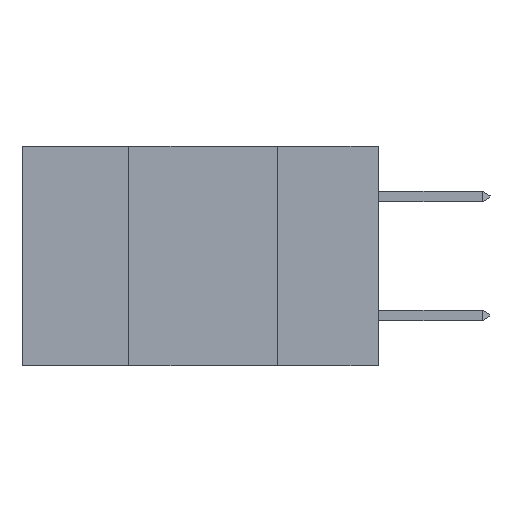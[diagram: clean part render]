
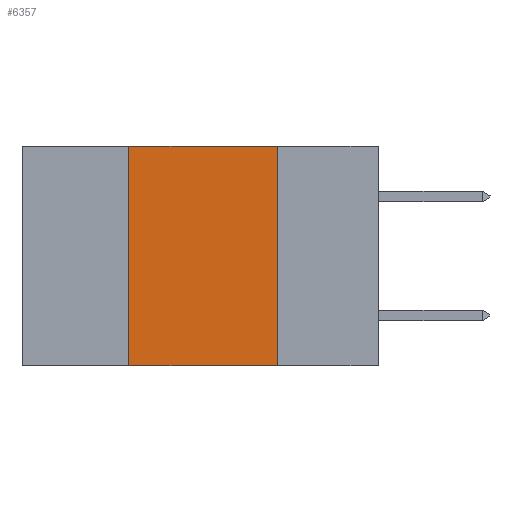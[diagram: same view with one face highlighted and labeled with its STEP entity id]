
A CAD part, left-side view. The second image highlights one B-rep face of the part: STEP entity #6357.
In plain terms, the highlighted planar face has unit normal (-1, 0, 0).
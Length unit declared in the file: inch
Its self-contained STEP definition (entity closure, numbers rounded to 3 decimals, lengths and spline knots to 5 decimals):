
#252 = LINE ( 'NONE', #5598, #6456 ) ;
#352 = PLANE ( 'NONE',  #13445 ) ;
#524 = CARTESIAN_POINT ( 'NONE',  ( 0., 0.6, 0. ) ) ;
#1461 = DIRECTION ( 'NONE',  ( 0., -1., 0. ) ) ;
#1886 = ORIENTED_EDGE ( 'NONE', *, *, #5650, .F. ) ;
#3010 = ORIENTED_EDGE ( 'NONE', *, *, #17269, .F. ) ;
#3479 = VECTOR ( 'NONE', #3665, 39.37008 ) ;
#3627 = ORIENTED_EDGE ( 'NONE', *, *, #12443, .F. ) ;
#3665 = DIRECTION ( 'NONE',  ( 0., 0., 1. ) ) ;
#3937 = CARTESIAN_POINT ( 'NONE',  ( 0., 0.42, -0.37 ) ) ;
#4238 = CARTESIAN_POINT ( 'NONE',  ( 0., 0.17, 0. ) ) ;
#4657 = VECTOR ( 'NONE', #12447, 39.37008 ) ;
#5598 = CARTESIAN_POINT ( 'NONE',  ( 0., 0.6, -0.37 ) ) ;
#5650 = EDGE_CURVE ( 'NONE', #13520, #13092, #12365, .T. ) ;
#6214 = EDGE_CURVE ( 'NONE', #7381, #13092, #252, .T. ) ;
#6357 = ADVANCED_FACE ( 'NONE', ( #11794 ), #352, .F. ) ;
#6456 = VECTOR ( 'NONE', #1461, 39.37008 ) ;
#7381 = VERTEX_POINT ( 'NONE', #17665 ) ;
#7512 = DIRECTION ( 'NONE',  ( 0., 0., -1. ) ) ;
#7915 = CARTESIAN_POINT ( 'NONE',  ( 0., 0.17, -0.37 ) ) ;
#8504 = CARTESIAN_POINT ( 'NONE',  ( 0., 0.17, -0.37 ) ) ;
#9091 = DIRECTION ( 'NONE',  ( 0., -1., 0. ) ) ;
#10525 = VERTEX_POINT ( 'NONE', #15761 ) ;
#10798 = CARTESIAN_POINT ( 'NONE',  ( 0., 0.6, 0. ) ) ;
#11304 = VECTOR ( 'NONE', #9091, 39.37008 ) ;
#11794 = FACE_OUTER_BOUND ( 'NONE', #15633, .T. ) ;
#12365 = LINE ( 'NONE', #7915, #4657 ) ;
#12443 = EDGE_CURVE ( 'NONE', #10525, #13520, #17555, .T. ) ;
#12447 = DIRECTION ( 'NONE',  ( 0., 0., -1. ) ) ;
#13092 = VERTEX_POINT ( 'NONE', #8504 ) ;
#13445 = AXIS2_PLACEMENT_3D ( 'NONE', #524, #14517, #7512 ) ;
#13520 = VERTEX_POINT ( 'NONE', #4238 ) ;
#14367 = ORIENTED_EDGE ( 'NONE', *, *, #6214, .T. ) ;
#14517 = DIRECTION ( 'NONE',  ( 1., 0., 0. ) ) ;
#15633 = EDGE_LOOP ( 'NONE', ( #1886, #3627, #3010, #14367 ) ) ;
#15761 = CARTESIAN_POINT ( 'NONE',  ( 0., 0.42, 0. ) ) ;
#16164 = LINE ( 'NONE', #3937, #3479 ) ;
#17269 = EDGE_CURVE ( 'NONE', #7381, #10525, #16164, .T. ) ;
#17555 = LINE ( 'NONE', #10798, #11304 ) ;
#17665 = CARTESIAN_POINT ( 'NONE',  ( 0., 0.42, -0.37 ) ) ;
